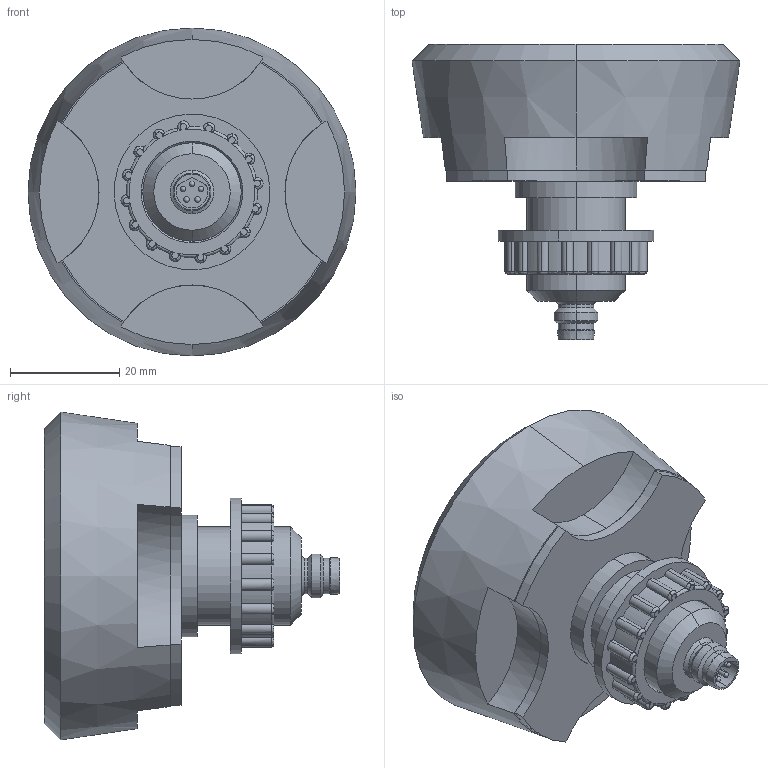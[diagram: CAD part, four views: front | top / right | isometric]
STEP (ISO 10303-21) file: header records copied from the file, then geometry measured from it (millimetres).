
FILE_DESCRIPTION (( 'STEP AP203' ), '1' );
FILE_NAME ('CHT3-456B-29-TGSRS.step', '2020-02-06T11:50:36', ( '' ), ( '' ), 'SwSTEP 2.0', 'SolidWorks 2019', '' );
FILE_SCHEMA (( 'CONFIG_CONTROL_DESIGN' ));
Length unit declared in the file: inch
Products named in the file (1): CHT3-456B-29-TGSRS
Bounding box: 60 x 54 x 60 mm (x, y, z)
Volume: 63140.6 mm3; surface area: 20932.9 mm2
Topology: 10 solids, 10 shells, 200 faces, 480 edges, 297 vertices
Faces by surface type: cylinder 94, bspline 56, plane 28, cone 22
Entity records: 7904 total; most frequent: CARTESIAN_POINT 3465, ORIENTED_EDGE 940, DIRECTION 922, EDGE_CURVE 470, AXIS2_PLACEMENT_3D 402, VERTEX_POINT 297, CIRCLE 257, EDGE_LOOP 211
